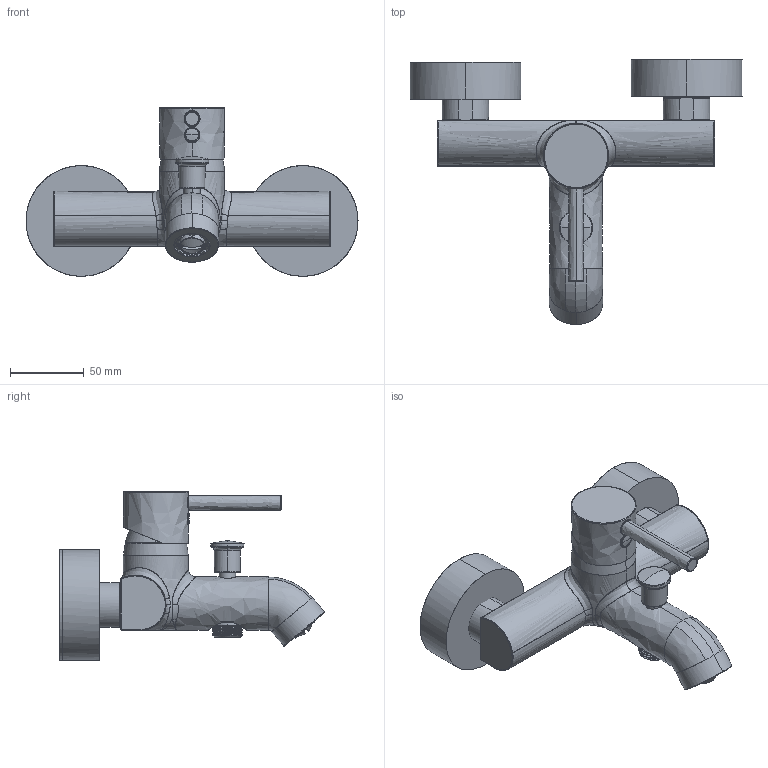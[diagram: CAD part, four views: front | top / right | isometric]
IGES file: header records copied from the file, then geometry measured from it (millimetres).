
Global section: file name: 31H; native system: Rhinoceros ( Mar  9 2011 ); preprocessor: Trout Lake IGES 012 Mar  9 2011; date: 161130.142236; units: millimetre
Bounding box: 225 x 179.58 x 114.26 mm (x, y, z)
Surface area: 155899.6 mm2 (no closed solid volume)
Topology: 0 solids, 0 shells, 564 faces, 8298 edges, 8290 vertices
Faces by surface type: bspline 564
